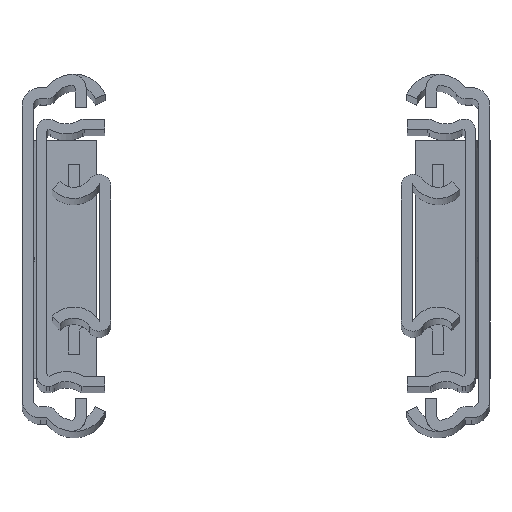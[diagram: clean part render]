
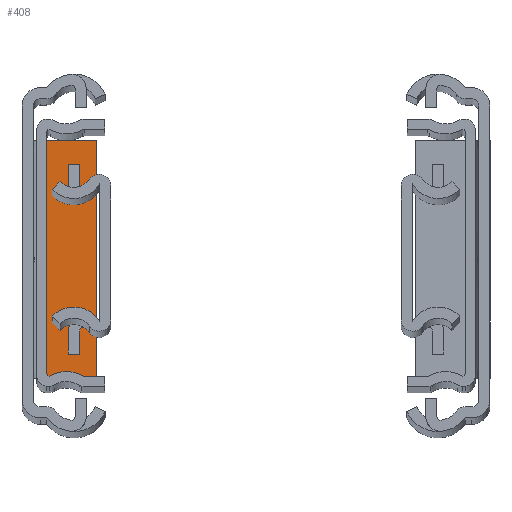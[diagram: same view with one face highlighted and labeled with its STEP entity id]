
A CAD part, top view. The second image highlights one B-rep face of the part: STEP entity #408.
In plain terms, the highlighted face is planar.
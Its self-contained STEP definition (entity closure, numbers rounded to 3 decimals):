
#408 = ADVANCED_FACE( '', ( #891 ), #892, .F. );
#891 = FACE_OUTER_BOUND( '', #1507, .T. );
#892 = PLANE( '', #1508 );
#1507 = EDGE_LOOP( '', ( #2453, #2454, #2455, #2456 ) );
#1508 = AXIS2_PLACEMENT_3D( '', #2457, #2458, #2459 );
#2453 = ORIENTED_EDGE( '', *, *, #3876, .T. );
#2454 = ORIENTED_EDGE( '', *, *, #3742, .F. );
#2455 = ORIENTED_EDGE( '', *, *, #3748, .F. );
#2456 = ORIENTED_EDGE( '', *, *, #3877, .T. );
#2457 = CARTESIAN_POINT( '', ( 4.72, 794.94, 25.4 ) );
#2458 = DIRECTION( '', ( 0., 1., 0. ) );
#2459 = DIRECTION( '', ( -1., 0., 0. ) );
#3742 = EDGE_CURVE( '', #4523, #4518, #4525, .T. );
#3748 = EDGE_CURVE( '', #4534, #4523, #4536, .T. );
#3876 = EDGE_CURVE( '', #4730, #4518, #4731, .T. );
#3877 = EDGE_CURVE( '', #4534, #4730, #4732, .T. );
#4518 = VERTEX_POINT( '', #5558 );
#4523 = VERTEX_POINT( '', #5565 );
#4525 = LINE( '', #5568, #5569 );
#4534 = VERTEX_POINT( '', #5581 );
#4536 = LINE( '', #5583, #5584 );
#4730 = VERTEX_POINT( '', #5848 );
#4731 = LINE( '', #5849, #5850 );
#4732 = LINE( '', #5851, #5852 );
#5558 = CARTESIAN_POINT( '', ( 15.837, 794.94, -25.4 ) );
#5565 = CARTESIAN_POINT( '', ( 15.837, 794.94, 25.4 ) );
#5568 = CARTESIAN_POINT( '', ( 15.837, 794.94, 25.4 ) );
#5569 = VECTOR( '', #6741, 1000. );
#5581 = CARTESIAN_POINT( '', ( 4.72, 794.94, 25.4 ) );
#5583 = CARTESIAN_POINT( '', ( 4.72, 794.94, 25.4 ) );
#5584 = VECTOR( '', #6748, 1000. );
#5848 = CARTESIAN_POINT( '', ( 4.72, 794.94, -25.4 ) );
#5849 = CARTESIAN_POINT( '', ( 4.72, 794.94, -25.4 ) );
#5850 = VECTOR( '', #6926, 1000. );
#5851 = CARTESIAN_POINT( '', ( 4.72, 794.94, 25.4 ) );
#5852 = VECTOR( '', #6927, 1000. );
#6741 = DIRECTION( '', ( 0., 0., -1. ) );
#6748 = DIRECTION( '', ( 1., 0., 0. ) );
#6926 = DIRECTION( '', ( 1., 0., 0. ) );
#6927 = DIRECTION( '', ( 0., 0., -1. ) );
